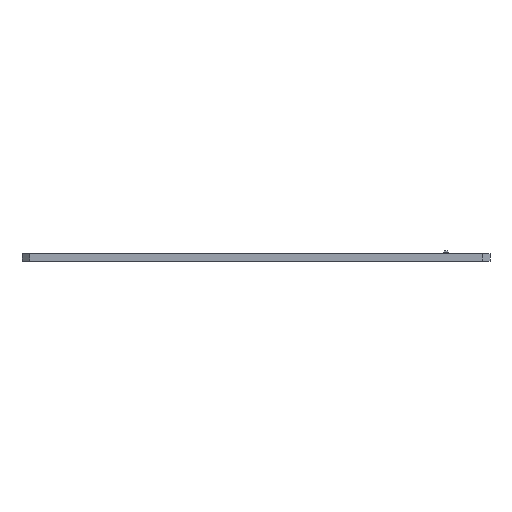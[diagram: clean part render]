
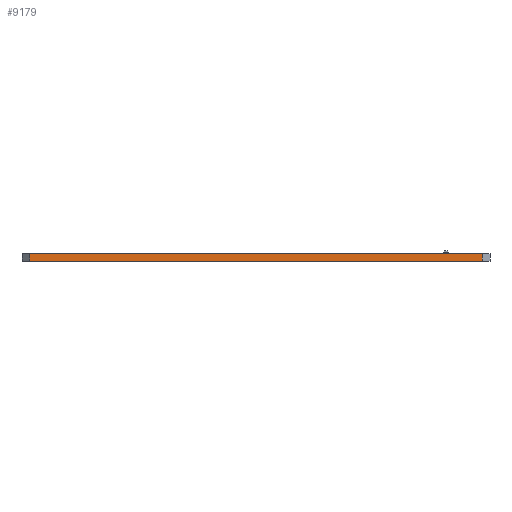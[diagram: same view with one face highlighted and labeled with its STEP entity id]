
A CAD part, front view. The second image highlights one B-rep face of the part: STEP entity #9179.
In plain terms, the highlighted planar face has unit normal (0, -1, 0).
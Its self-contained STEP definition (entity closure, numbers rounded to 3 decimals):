
#6975 = PLANE('',#6976);
#6976 = AXIS2_PLACEMENT_3D('',#6977,#6978,#6979);
#6977 = CARTESIAN_POINT('',(151.,198.4,3.));
#6978 = DIRECTION('',(0.,0.,1.));
#6979 = DIRECTION('',(1.,0.,-0.));
#7029 = PLANE('',#7030);
#7030 = AXIS2_PLACEMENT_3D('',#7031,#7032,#7033);
#7031 = CARTESIAN_POINT('',(151.,198.4,0.));
#7032 = DIRECTION('',(0.,0.,1.));
#7033 = DIRECTION('',(1.,0.,-0.));
#7446 = VERTEX_POINT('',#7447);
#7447 = CARTESIAN_POINT('',(0.,-3.,0.));
#7461 = PLANE('',#7462);
#7462 = AXIS2_PLACEMENT_3D('',#7463,#7464,#7465);
#7463 = CARTESIAN_POINT('',(-3.,-0.,0.));
#7464 = DIRECTION('',(0.707,0.707,-0.));
#7465 = DIRECTION('',(0.707,-0.707,0.));
#7473 = EDGE_CURVE('',#7446,#7474,#7476,.T.);
#7474 = VERTEX_POINT('',#7475);
#7475 = CARTESIAN_POINT('',(180.,-3.,0.));
#7476 = SURFACE_CURVE('',#7477,(#7481,#7488),.PCURVE_S1.);
#7477 = LINE('',#7478,#7479);
#7478 = CARTESIAN_POINT('',(0.,-3.,0.));
#7479 = VECTOR('',#7480,1.);
#7480 = DIRECTION('',(1.,0.,0.));
#7481 = PCURVE('',#7029,#7482);
#7482 = DEFINITIONAL_REPRESENTATION('',(#7483),#7487);
#7483 = LINE('',#7484,#7485);
#7484 = CARTESIAN_POINT('',(-151.,-201.4));
#7485 = VECTOR('',#7486,1.);
#7486 = DIRECTION('',(1.,0.));
#7487 = ( GEOMETRIC_REPRESENTATION_CONTEXT(2) 
PARAMETRIC_REPRESENTATION_CONTEXT() REPRESENTATION_CONTEXT('2D SPACE',''
  ) );
#7488 = PCURVE('',#7489,#7494);
#7489 = PLANE('',#7490);
#7490 = AXIS2_PLACEMENT_3D('',#7491,#7492,#7493);
#7491 = CARTESIAN_POINT('',(0.,-3.,0.));
#7492 = DIRECTION('',(0.,1.,0.));
#7493 = DIRECTION('',(1.,0.,0.));
#7494 = DEFINITIONAL_REPRESENTATION('',(#7495),#7499);
#7495 = LINE('',#7496,#7497);
#7496 = CARTESIAN_POINT('',(0.,0.));
#7497 = VECTOR('',#7498,1.);
#7498 = DIRECTION('',(1.,0.));
#7499 = ( GEOMETRIC_REPRESENTATION_CONTEXT(2) 
PARAMETRIC_REPRESENTATION_CONTEXT() REPRESENTATION_CONTEXT('2D SPACE',''
  ) );
#7517 = PLANE('',#7518);
#7518 = AXIS2_PLACEMENT_3D('',#7519,#7520,#7521);
#7519 = CARTESIAN_POINT('',(180.,-3.,0.));
#7520 = DIRECTION('',(-0.707,0.707,0.));
#7521 = DIRECTION('',(0.707,0.707,0.));
#8310 = VERTEX_POINT('',#8311);
#8311 = CARTESIAN_POINT('',(0.,-3.,3.));
#8332 = EDGE_CURVE('',#8310,#8333,#8335,.T.);
#8333 = VERTEX_POINT('',#8334);
#8334 = CARTESIAN_POINT('',(180.,-3.,3.));
#8335 = SURFACE_CURVE('',#8336,(#8340,#8347),.PCURVE_S1.);
#8336 = LINE('',#8337,#8338);
#8337 = CARTESIAN_POINT('',(0.,-3.,3.));
#8338 = VECTOR('',#8339,1.);
#8339 = DIRECTION('',(1.,0.,0.));
#8340 = PCURVE('',#6975,#8341);
#8341 = DEFINITIONAL_REPRESENTATION('',(#8342),#8346);
#8342 = LINE('',#8343,#8344);
#8343 = CARTESIAN_POINT('',(-151.,-201.4));
#8344 = VECTOR('',#8345,1.);
#8345 = DIRECTION('',(1.,0.));
#8346 = ( GEOMETRIC_REPRESENTATION_CONTEXT(2) 
PARAMETRIC_REPRESENTATION_CONTEXT() REPRESENTATION_CONTEXT('2D SPACE',''
  ) );
#8347 = PCURVE('',#7489,#8348);
#8348 = DEFINITIONAL_REPRESENTATION('',(#8349),#8353);
#8349 = LINE('',#8350,#8351);
#8350 = CARTESIAN_POINT('',(0.,-3.));
#8351 = VECTOR('',#8352,1.);
#8352 = DIRECTION('',(1.,0.));
#8353 = ( GEOMETRIC_REPRESENTATION_CONTEXT(2) 
PARAMETRIC_REPRESENTATION_CONTEXT() REPRESENTATION_CONTEXT('2D SPACE',''
  ) );
#9129 = EDGE_CURVE('',#7474,#8333,#9130,.T.);
#9130 = SURFACE_CURVE('',#9131,(#9135,#9142),.PCURVE_S1.);
#9131 = LINE('',#9132,#9133);
#9132 = CARTESIAN_POINT('',(180.,-3.,0.));
#9133 = VECTOR('',#9134,1.);
#9134 = DIRECTION('',(0.,0.,1.));
#9135 = PCURVE('',#7517,#9136);
#9136 = DEFINITIONAL_REPRESENTATION('',(#9137),#9141);
#9137 = LINE('',#9138,#9139);
#9138 = CARTESIAN_POINT('',(0.,0.));
#9139 = VECTOR('',#9140,1.);
#9140 = DIRECTION('',(0.,-1.));
#9141 = ( GEOMETRIC_REPRESENTATION_CONTEXT(2) 
PARAMETRIC_REPRESENTATION_CONTEXT() REPRESENTATION_CONTEXT('2D SPACE',''
  ) );
#9142 = PCURVE('',#7489,#9143);
#9143 = DEFINITIONAL_REPRESENTATION('',(#9144),#9148);
#9144 = LINE('',#9145,#9146);
#9145 = CARTESIAN_POINT('',(180.,0.));
#9146 = VECTOR('',#9147,1.);
#9147 = DIRECTION('',(0.,-1.));
#9148 = ( GEOMETRIC_REPRESENTATION_CONTEXT(2) 
PARAMETRIC_REPRESENTATION_CONTEXT() REPRESENTATION_CONTEXT('2D SPACE',''
  ) );
#9179 = ADVANCED_FACE('',(#9180),#7489,.F.);
#9180 = FACE_BOUND('',#9181,.F.);
#9181 = EDGE_LOOP('',(#9182,#9203,#9204,#9205));
#9182 = ORIENTED_EDGE('',*,*,#9183,.T.);
#9183 = EDGE_CURVE('',#7446,#8310,#9184,.T.);
#9184 = SURFACE_CURVE('',#9185,(#9189,#9196),.PCURVE_S1.);
#9185 = LINE('',#9186,#9187);
#9186 = CARTESIAN_POINT('',(0.,-3.,0.));
#9187 = VECTOR('',#9188,1.);
#9188 = DIRECTION('',(0.,0.,1.));
#9189 = PCURVE('',#7489,#9190);
#9190 = DEFINITIONAL_REPRESENTATION('',(#9191),#9195);
#9191 = LINE('',#9192,#9193);
#9192 = CARTESIAN_POINT('',(0.,0.));
#9193 = VECTOR('',#9194,1.);
#9194 = DIRECTION('',(0.,-1.));
#9195 = ( GEOMETRIC_REPRESENTATION_CONTEXT(2) 
PARAMETRIC_REPRESENTATION_CONTEXT() REPRESENTATION_CONTEXT('2D SPACE',''
  ) );
#9196 = PCURVE('',#7461,#9197);
#9197 = DEFINITIONAL_REPRESENTATION('',(#9198),#9202);
#9198 = LINE('',#9199,#9200);
#9199 = CARTESIAN_POINT('',(4.243,0.));
#9200 = VECTOR('',#9201,1.);
#9201 = DIRECTION('',(0.,-1.));
#9202 = ( GEOMETRIC_REPRESENTATION_CONTEXT(2) 
PARAMETRIC_REPRESENTATION_CONTEXT() REPRESENTATION_CONTEXT('2D SPACE',''
  ) );
#9203 = ORIENTED_EDGE('',*,*,#8332,.T.);
#9204 = ORIENTED_EDGE('',*,*,#9129,.F.);
#9205 = ORIENTED_EDGE('',*,*,#7473,.F.);
